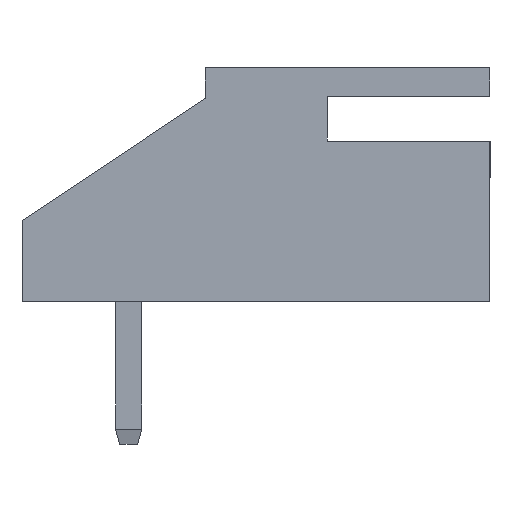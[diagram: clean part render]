
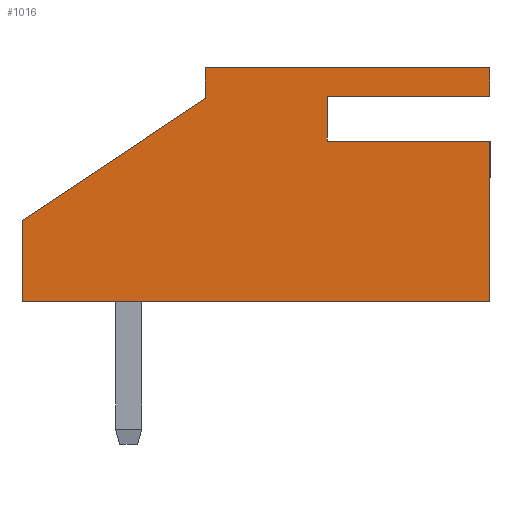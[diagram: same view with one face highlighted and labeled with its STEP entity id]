
A CAD part, left-side view. The second image highlights one B-rep face of the part: STEP entity #1016.
In plain terms, the highlighted planar face has unit normal (-1, 0, 0).
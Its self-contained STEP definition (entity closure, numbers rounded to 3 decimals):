
#29 = VECTOR ( 'NONE', #2277, 1000. ) ;
#53 = EDGE_CURVE ( 'NONE', #2507, #2183, #408, .T. ) ;
#93 = ORIENTED_EDGE ( 'NONE', *, *, #938, .T. ) ;
#106 = CARTESIAN_POINT ( 'NONE',  ( -2.5, -4.88, 5.05 ) ) ;
#168 = ORIENTED_EDGE ( 'NONE', *, *, #274, .T. ) ;
#181 = DIRECTION ( 'NONE',  ( 0., 0., 1. ) ) ;
#199 = LINE ( 'NONE', #2156, #2441 ) ;
#236 = DIRECTION ( 'NONE',  ( 0., 0., 1. ) ) ;
#266 = DIRECTION ( 'NONE',  ( 0., 1., 0. ) ) ;
#274 = EDGE_CURVE ( 'NONE', #2104, #879, #2401, .T. ) ;
#275 = FACE_OUTER_BOUND ( 'NONE', #1873, .T. ) ;
#290 = LINE ( 'NONE', #3028, #29 ) ;
#294 = EDGE_CURVE ( 'NONE', #777, #2104, #3112, .T. ) ;
#337 = LINE ( 'NONE', #1856, #1240 ) ;
#367 = ORIENTED_EDGE ( 'NONE', *, *, #1380, .T. ) ;
#400 = VECTOR ( 'NONE', #688, 1000. ) ;
#408 = LINE ( 'NONE', #2175, #1107 ) ;
#487 = CARTESIAN_POINT ( 'NONE',  ( -2.5, -8.88, 3.95 ) ) ;
#604 = DIRECTION ( 'NONE',  ( 0., 0., -1. ) ) ;
#688 = DIRECTION ( 'NONE',  ( 0., 0., -1. ) ) ;
#714 = VERTEX_POINT ( 'NONE', #2742 ) ;
#758 = CARTESIAN_POINT ( 'NONE',  ( -2.5, -8.88, 0. ) ) ;
#777 = VERTEX_POINT ( 'NONE', #1595 ) ;
#879 = VERTEX_POINT ( 'NONE', #1644 ) ;
#881 = VECTOR ( 'NONE', #3037, 1000. ) ;
#937 = CARTESIAN_POINT ( 'NONE',  ( -2.5, -1.88, 5.75 ) ) ;
#938 = EDGE_CURVE ( 'NONE', #879, #1116, #2502, .T. ) ;
#1016 = ADVANCED_FACE ( 'NONE', ( #275 ), #2079, .T. ) ;
#1055 = ORIENTED_EDGE ( 'NONE', *, *, #3089, .T. ) ;
#1107 = VECTOR ( 'NONE', #1412, 1000. ) ;
#1116 = VERTEX_POINT ( 'NONE', #106 ) ;
#1119 = DIRECTION ( 'NONE',  ( 0., 1., 0. ) ) ;
#1120 = ORIENTED_EDGE ( 'NONE', *, *, #294, .T. ) ;
#1160 = CARTESIAN_POINT ( 'NONE',  ( -2.5, -1.88, 5. ) ) ;
#1232 = CARTESIAN_POINT ( 'NONE',  ( -2.5, 0., 5.75 ) ) ;
#1240 = VECTOR ( 'NONE', #604, 1000. ) ;
#1330 = EDGE_CURVE ( 'NONE', #1116, #2827, #290, .T. ) ;
#1347 = CARTESIAN_POINT ( 'NONE',  ( -2.5, 0., 0. ) ) ;
#1362 = VECTOR ( 'NONE', #266, 1000. ) ;
#1380 = EDGE_CURVE ( 'NONE', #2183, #714, #337, .T. ) ;
#1389 = VERTEX_POINT ( 'NONE', #1605 ) ;
#1412 = DIRECTION ( 'NONE',  ( 0., 0.832, -0.555 ) ) ;
#1462 = AXIS2_PLACEMENT_3D ( 'NONE', #1347, #2356, #2028 ) ;
#1465 = CARTESIAN_POINT ( 'NONE',  ( -2.5, -4.88, 0. ) ) ;
#1550 = VECTOR ( 'NONE', #1119, 1000. ) ;
#1595 = CARTESIAN_POINT ( 'NONE',  ( -2.5, -8.88, 0. ) ) ;
#1601 = EDGE_CURVE ( 'NONE', #777, #714, #2268, .T. ) ;
#1605 = CARTESIAN_POINT ( 'NONE',  ( -2.5, -8.88, 5.75 ) ) ;
#1618 = VECTOR ( 'NONE', #236, 1000. ) ;
#1644 = CARTESIAN_POINT ( 'NONE',  ( -2.5, -4.88, 3.95 ) ) ;
#1734 = VERTEX_POINT ( 'NONE', #937 ) ;
#1777 = EDGE_CURVE ( 'NONE', #1734, #2507, #3199, .T. ) ;
#1856 = CARTESIAN_POINT ( 'NONE',  ( -2.5, 2.62, 0. ) ) ;
#1859 = CARTESIAN_POINT ( 'NONE',  ( -2.5, -8.88, 0. ) ) ;
#1873 = EDGE_LOOP ( 'NONE', ( #1120, #168, #93, #2533, #1055, #3000, #1953, #2759, #367, #3177 ) ) ;
#1953 = ORIENTED_EDGE ( 'NONE', *, *, #1777, .T. ) ;
#1984 = LINE ( 'NONE', #1232, #1362 ) ;
#2028 = DIRECTION ( 'NONE',  ( 0., 0., 1. ) ) ;
#2079 = PLANE ( 'NONE',  #1462 ) ;
#2104 = VERTEX_POINT ( 'NONE', #487 ) ;
#2144 = CARTESIAN_POINT ( 'NONE',  ( -2.5, -8.88, 5.05 ) ) ;
#2147 = CARTESIAN_POINT ( 'NONE',  ( -2.5, -1.88, 0. ) ) ;
#2156 = CARTESIAN_POINT ( 'NONE',  ( -2.5, -8.88, 0. ) ) ;
#2175 = CARTESIAN_POINT ( 'NONE',  ( -2.5, -1.88, 5. ) ) ;
#2183 = VERTEX_POINT ( 'NONE', #2943 ) ;
#2211 = EDGE_CURVE ( 'NONE', #1389, #1734, #1984, .T. ) ;
#2268 = LINE ( 'NONE', #758, #881 ) ;
#2277 = DIRECTION ( 'NONE',  ( 0., -1., 0. ) ) ;
#2356 = DIRECTION ( 'NONE',  ( -1., 0., 0. ) ) ;
#2401 = LINE ( 'NONE', #3166, #1550 ) ;
#2441 = VECTOR ( 'NONE', #181, 1000. ) ;
#2502 = LINE ( 'NONE', #1465, #1618 ) ;
#2507 = VERTEX_POINT ( 'NONE', #1160 ) ;
#2533 = ORIENTED_EDGE ( 'NONE', *, *, #1330, .T. ) ;
#2617 = VECTOR ( 'NONE', #3179, 1000. ) ;
#2742 = CARTESIAN_POINT ( 'NONE',  ( -2.5, 2.62, 0. ) ) ;
#2759 = ORIENTED_EDGE ( 'NONE', *, *, #53, .T. ) ;
#2827 = VERTEX_POINT ( 'NONE', #2144 ) ;
#2943 = CARTESIAN_POINT ( 'NONE',  ( -2.5, 2.62, 2. ) ) ;
#3000 = ORIENTED_EDGE ( 'NONE', *, *, #2211, .T. ) ;
#3028 = CARTESIAN_POINT ( 'NONE',  ( -2.5, 0., 5.05 ) ) ;
#3037 = DIRECTION ( 'NONE',  ( 0., 1., 0. ) ) ;
#3089 = EDGE_CURVE ( 'NONE', #2827, #1389, #199, .T. ) ;
#3112 = LINE ( 'NONE', #1859, #2617 ) ;
#3166 = CARTESIAN_POINT ( 'NONE',  ( -2.5, 0., 3.95 ) ) ;
#3177 = ORIENTED_EDGE ( 'NONE', *, *, #1601, .F. ) ;
#3179 = DIRECTION ( 'NONE',  ( 0., 0., 1. ) ) ;
#3199 = LINE ( 'NONE', #2147, #400 ) ;
